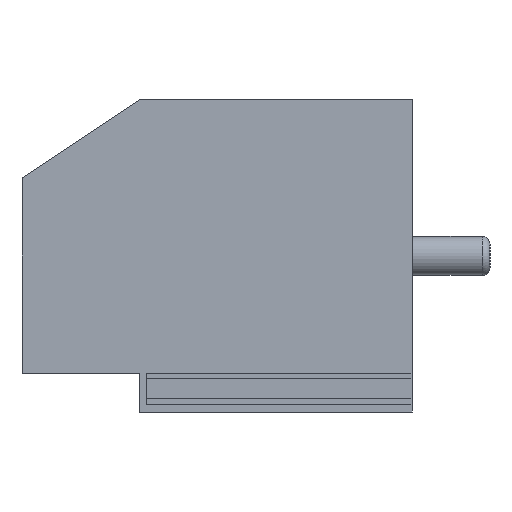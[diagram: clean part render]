
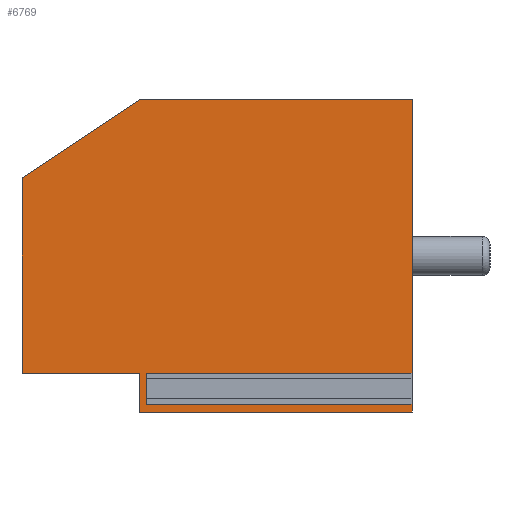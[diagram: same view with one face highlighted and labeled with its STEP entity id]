
A CAD part, left-side view. The second image highlights one B-rep face of the part: STEP entity #6769.
In plain terms, the highlighted planar face has unit normal (-1, 0, 0).
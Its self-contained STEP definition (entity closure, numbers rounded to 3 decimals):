
#231=PLANE('',#7248);
#520=FACE_OUTER_BOUND('',#929,.T.);
#929=EDGE_LOOP('',(#5182,#5183,#5184,#5185,#5186,#5187,#5188,#5189,#5190,
#5191,#5192));
#1255=LINE('',#9844,#1988);
#1343=LINE('',#10042,#2076);
#1347=LINE('',#10050,#2080);
#1481=LINE('',#10356,#2214);
#1487=LINE('',#10367,#2220);
#1488=LINE('',#10369,#2221);
#1489=LINE('',#10372,#2222);
#1492=LINE('',#10378,#2225);
#1495=LINE('',#10384,#2228);
#1498=LINE('',#10390,#2231);
#1501=LINE('',#10395,#2234);
#1988=VECTOR('',#7816,10.);
#2076=VECTOR('',#7936,10.);
#2080=VECTOR('',#7940,10.);
#2214=VECTOR('',#8272,10.);
#2220=VECTOR('',#8282,10.);
#2221=VECTOR('',#8285,10.);
#2222=VECTOR('',#8288,10.);
#2225=VECTOR('',#8293,10.);
#2228=VECTOR('',#8298,10.);
#2231=VECTOR('',#8303,10.);
#2234=VECTOR('',#8308,10.);
#2954=VERTEX_POINT('',#9841);
#2955=VERTEX_POINT('',#9843);
#3049=VERTEX_POINT('',#10041);
#3052=VERTEX_POINT('',#10047);
#3053=VERTEX_POINT('',#10049);
#3126=VERTEX_POINT('',#10355);
#3129=VERTEX_POINT('',#10365);
#3130=VERTEX_POINT('',#10371);
#3132=VERTEX_POINT('',#10377);
#3134=VERTEX_POINT('',#10383);
#3136=VERTEX_POINT('',#10389);
#3617=EDGE_CURVE('',#2955,#2954,#1255,.T.);
#3720=EDGE_CURVE('',#2955,#3049,#1343,.T.);
#3724=EDGE_CURVE('',#3052,#3053,#1347,.T.);
#3873=EDGE_CURVE('',#3126,#3049,#1481,.T.);
#3879=EDGE_CURVE('',#3052,#3129,#1487,.T.);
#3880=EDGE_CURVE('',#3129,#3126,#1488,.T.);
#3881=EDGE_CURVE('',#2954,#3130,#1489,.T.);
#3884=EDGE_CURVE('',#3132,#3130,#1492,.T.);
#3887=EDGE_CURVE('',#3134,#3132,#1495,.T.);
#3890=EDGE_CURVE('',#3136,#3134,#1498,.T.);
#3893=EDGE_CURVE('',#3053,#3136,#1501,.T.);
#5182=ORIENTED_EDGE('',*,*,#3873,.T.);
#5183=ORIENTED_EDGE('',*,*,#3720,.F.);
#5184=ORIENTED_EDGE('',*,*,#3617,.T.);
#5185=ORIENTED_EDGE('',*,*,#3881,.T.);
#5186=ORIENTED_EDGE('',*,*,#3884,.F.);
#5187=ORIENTED_EDGE('',*,*,#3887,.F.);
#5188=ORIENTED_EDGE('',*,*,#3890,.F.);
#5189=ORIENTED_EDGE('',*,*,#3893,.F.);
#5190=ORIENTED_EDGE('',*,*,#3724,.F.);
#5191=ORIENTED_EDGE('',*,*,#3879,.T.);
#5192=ORIENTED_EDGE('',*,*,#3880,.T.);
#6769=ADVANCED_FACE('',(#520),#231,.F.);
#7248=AXIS2_PLACEMENT_3D('',#10398,#8312,#8313);
#7816=DIRECTION('',(0.,1.,0.));
#7936=DIRECTION('',(0.,0.,-1.));
#7940=DIRECTION('',(0.,0.,-1.));
#8272=DIRECTION('',(0.,-1.,0.));
#8282=DIRECTION('',(0.,1.,0.));
#8285=DIRECTION('',(0.,0.,1.));
#8288=DIRECTION('',(0.,0.832,-0.555));
#8293=DIRECTION('',(0.,0.,1.));
#8298=DIRECTION('',(0.,1.,0.));
#8303=DIRECTION('',(0.,0.,1.));
#8308=DIRECTION('',(0.,1.,0.));
#8312=DIRECTION('center_axis',(1.,0.,0.));
#8313=DIRECTION('ref_axis',(0.,0.,-1.));
#9841=CARTESIAN_POINT('',(-20.,7.,4.));
#9843=CARTESIAN_POINT('',(-20.,0.,4.));
#9844=CARTESIAN_POINT('',(-20.,0.,4.));
#10041=CARTESIAN_POINT('',(-20.,0.,-3.15));
#10042=CARTESIAN_POINT('',(-20.,0.,0.));
#10047=CARTESIAN_POINT('',(-20.,0.,-3.65));
#10049=CARTESIAN_POINT('',(-20.,0.,-4.));
#10050=CARTESIAN_POINT('',(-20.,0.,0.));
#10355=CARTESIAN_POINT('',(-20.,6.8,-3.15));
#10356=CARTESIAN_POINT('',(-20.,2.5,-3.15));
#10365=CARTESIAN_POINT('',(-20.,6.8,-3.65));
#10367=CARTESIAN_POINT('',(-20.,2.5,-3.65));
#10369=CARTESIAN_POINT('',(-20.,6.8,-1.7));
#10371=CARTESIAN_POINT('',(-20.,10.,2.));
#10372=CARTESIAN_POINT('',(-20.,7.,4.));
#10377=CARTESIAN_POINT('',(-20.,10.,-3.));
#10378=CARTESIAN_POINT('',(-20.,10.,-3.));
#10383=CARTESIAN_POINT('',(-20.,7.,-3.));
#10384=CARTESIAN_POINT('',(-20.,7.,-3.));
#10389=CARTESIAN_POINT('',(-20.,7.,-4.));
#10390=CARTESIAN_POINT('',(-20.,7.,-4.));
#10395=CARTESIAN_POINT('',(-20.,0.,-4.));
#10398=CARTESIAN_POINT('Origin',(-20.,5.,0.));
